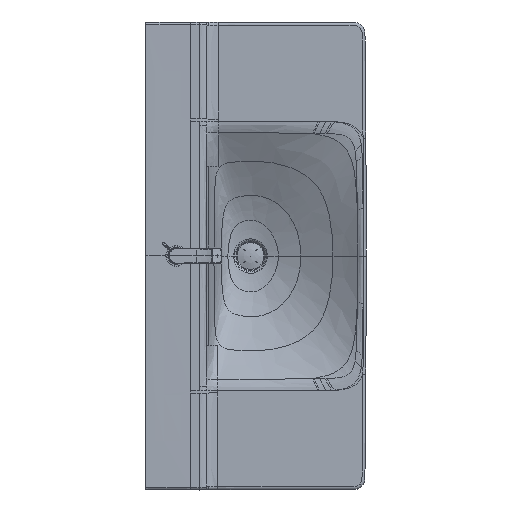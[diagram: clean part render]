
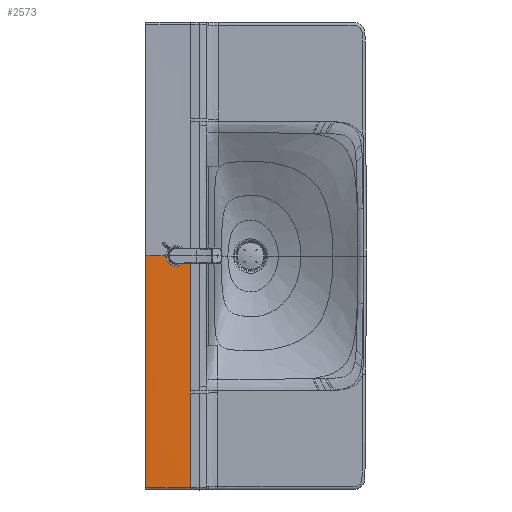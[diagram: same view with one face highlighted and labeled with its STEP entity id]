
A CAD part, top view. The second image highlights one B-rep face of the part: STEP entity #2573.
In plain terms, the highlighted free-form (B-spline) face has degree [5, 5] with [6, 6] control points.
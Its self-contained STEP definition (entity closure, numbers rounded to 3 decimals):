
#2330=CARTESIAN_POINT('',(87.651,0.,0.083));
#2331=VERTEX_POINT('',#2330);
#2356=CARTESIAN_POINT('',(48.668,0.,0.536));
#2357=VERTEX_POINT('',#2356);
#2365=CARTESIAN_POINT('',(48.668,0.,0.536));
#2366=CARTESIAN_POINT('',(48.668,-2.904,0.536));
#2367=CARTESIAN_POINT('',(49.988,-8.727,0.516));
#2368=CARTESIAN_POINT('',(55.577,-15.76,0.433));
#2369=CARTESIAN_POINT('',(63.681,-19.667,0.325));
#2370=CARTESIAN_POINT('',(72.661,-19.657,0.221));
#2371=CARTESIAN_POINT('',(80.751,-15.753,0.141));
#2372=CARTESIAN_POINT('',(86.335,-8.717,0.093));
#2373=CARTESIAN_POINT('',(87.651,-2.904,0.083));
#2374=CARTESIAN_POINT('',(87.651,0.,0.083));
#2375=B_SPLINE_CURVE_WITH_KNOTS('',3,(#2365,#2366,#2367,#2368,#2369,#2370,#2371,#2372,#2373,#2374),.UNSPECIFIED.,.F.,.U.,(4,1,1,1,1,1,1,4),(-6.099,-5.228,-4.357,-3.485,-2.614,-1.743,-0.871,0.0),.UNSPECIFIED.);
#2376=EDGE_CURVE('',#2357,#2331,#2375,.T.);
#2463=CARTESIAN_POINT('',(100.,0.002,0.));
#2464=CARTESIAN_POINT('',(100.002,-103.693,0.));
#2465=CARTESIAN_POINT('',(100.003,-207.388,0.));
#2466=CARTESIAN_POINT('',(100.005,-311.083,0.));
#2467=CARTESIAN_POINT('',(100.007,-414.778,0.));
#2468=CARTESIAN_POINT('',(100.009,-518.474,0.));
#2469=CARTESIAN_POINT('',(79.998,0.001,0.111));
#2470=CARTESIAN_POINT('',(79.999,-103.694,0.111));
#2471=CARTESIAN_POINT('',(80.001,-207.389,0.107));
#2472=CARTESIAN_POINT('',(80.003,-311.084,0.098));
#2473=CARTESIAN_POINT('',(80.004,-414.779,0.072));
#2474=CARTESIAN_POINT('',(80.005,-518.474,0.003));
#2475=CARTESIAN_POINT('',(59.996,0.001,0.318));
#2476=CARTESIAN_POINT('',(59.998,-103.694,0.318));
#2477=CARTESIAN_POINT('',(59.999,-207.389,0.296));
#2478=CARTESIAN_POINT('',(60.001,-311.084,0.252));
#2479=CARTESIAN_POINT('',(60.001,-414.779,0.169));
#2480=CARTESIAN_POINT('',(60.002,-518.474,0.011));
#2481=CARTESIAN_POINT('',(39.995,0.001,0.621));
#2482=CARTESIAN_POINT('',(39.997,-103.694,0.621));
#2483=CARTESIAN_POINT('',(39.998,-207.389,0.569));
#2484=CARTESIAN_POINT('',(39.999,-311.084,0.466));
#2485=CARTESIAN_POINT('',(39.999,-414.779,0.294));
#2486=CARTESIAN_POINT('',(39.998,-518.475,0.019));
#2487=CARTESIAN_POINT('',(19.996,0.,1.015));
#2488=CARTESIAN_POINT('',(19.998,-103.695,1.014));
#2489=CARTESIAN_POINT('',(19.998,-207.39,0.922));
#2490=CARTESIAN_POINT('',(19.998,-311.085,0.737));
#2491=CARTESIAN_POINT('',(19.997,-414.78,0.446));
#2492=CARTESIAN_POINT('',(19.995,-518.475,0.027));
#2493=CARTESIAN_POINT('',(-0.003,0.,1.5));
#2494=CARTESIAN_POINT('',(-0.001,-103.695,1.5));
#2495=CARTESIAN_POINT('',(-0.001,-207.39,1.354));
#2496=CARTESIAN_POINT('',(-0.002,-311.085,1.061));
#2497=CARTESIAN_POINT('',(-0.005,-414.78,0.623));
#2498=CARTESIAN_POINT('',(-0.009,-518.475,0.039));
#2499=B_SPLINE_SURFACE_WITH_KNOTS('',5,5,((#2463,#2469,#2475,#2481,#2487,#2493),(#2464,#2470,#2476,#2482,#2488,#2494),(#2465,#2471,#2477,#2483,#2489,#2495),(#2466,#2472,#2478,#2484,#2490,#2496),(#2467,#2473,#2479,#2485,#2491,#2497),(#2468,#2474,#2480,#2486,#2492,#2498)),.UNSPECIFIED.,.F.,.F.,.U.,(6,6),(6,6),(-0.001,518.474),(-15.634,84.379),.UNSPECIFIED.);
#2500=ORIENTED_EDGE('',*,*,#2376,.F.);
#2501=CARTESIAN_POINT('',(0.,0.,1.5));
#2502=VERTEX_POINT('',#2501);
#2503=CARTESIAN_POINT('',(0.475,0.,33.339));
#2504=DIRECTION('',(0.,1.0,0.));
#2505=DIRECTION('',(1.,0.,-0.024));
#2506=AXIS2_PLACEMENT_3D('',#2503,#2504,#2505);
#2507=ELLIPSE('',#2506,417.055,31.841);
#2508=EDGE_CURVE('',#2357,#2502,#2507,.T.);
#2509=ORIENTED_EDGE('',*,*,#2508,.T.);
#2510=CARTESIAN_POINT('',(0.,-518.475,0.039));
#2511=VERTEX_POINT('',#2510);
#2512=CARTESIAN_POINT('',(0.,0.,1.5));
#2513=CARTESIAN_POINT('',(0.,-172.825,1.5));
#2514=CARTESIAN_POINT('',(0.,-345.65,1.013));
#2515=CARTESIAN_POINT('',(0.,-518.475,0.039));
#2516=B_SPLINE_CURVE_WITH_KNOTS('',3,(#2512,#2513,#2514,#2515),.UNSPECIFIED.,.F.,.U.,(4,4),(525.288,1043.766),.UNSPECIFIED.);
#2517=EDGE_CURVE('',#2502,#2511,#2516,.T.);
#2518=ORIENTED_EDGE('',*,*,#2517,.T.);
#2519=CARTESIAN_POINT('',(100.,-518.437,0.));
#2520=VERTEX_POINT('',#2519);
#2521=CARTESIAN_POINT('',(0.,-518.475,0.039));
#2522=CARTESIAN_POINT('',(0.096,-518.475,0.039));
#2523=CARTESIAN_POINT('',(0.193,-518.475,0.039));
#2524=CARTESIAN_POINT('',(0.289,-518.475,0.039));
#2525=CARTESIAN_POINT('',(8.5,-518.471,0.034));
#2526=CARTESIAN_POINT('',(16.715,-518.466,0.029));
#2527=CARTESIAN_POINT('',(24.916,-518.462,0.026));
#2528=CARTESIAN_POINT('',(44.151,-518.454,0.017));
#2529=CARTESIAN_POINT('',(64.379,-518.446,0.01));
#2530=CARTESIAN_POINT('',(76.072,-518.442,0.006));
#2531=CARTESIAN_POINT('',(87.935,-518.439,0.002));
#2532=CARTESIAN_POINT('',(99.975,-518.437,0.));
#2533=CARTESIAN_POINT('',(99.983,-518.437,0.));
#2534=CARTESIAN_POINT('',(99.992,-518.437,0.));
#2535=CARTESIAN_POINT('',(100.,-518.437,0.));
#2536=B_SPLINE_CURVE_WITH_KNOTS('',5,(#2521,#2522,#2523,#2524,#2525,#2526,#2527,#2528,#2529,#2530,#2531,#2532,#2533,#2534,#2535),.UNSPECIFIED.,.F.,.U.,(6,3,3,3,6),(34.997,35.679,93.053,166.084,166.136),.UNSPECIFIED.);
#2537=EDGE_CURVE('',#2520,#2511,#2536,.F.);
#2538=ORIENTED_EDGE('',*,*,#2537,.F.);
#2539=CARTESIAN_POINT('',(100.,-307.45,0.));
#2540=VERTEX_POINT('',#2539);
#2541=CARTESIAN_POINT('',(100.0,-518.437,0.));
#2542=DIRECTION('',(0.0,1.0,0.0));
#2543=VECTOR('',#2542,210.987);
#2544=LINE('',#2541,#2543);
#2545=EDGE_CURVE('',#2520,#2540,#2544,.T.);
#2546=ORIENTED_EDGE('',*,*,#2545,.T.);
#2547=CARTESIAN_POINT('',(100.,-302.45,0.));
#2548=VERTEX_POINT('',#2547);
#2549=CARTESIAN_POINT('',(100.0,-302.45,0.));
#2550=CARTESIAN_POINT('',(100.,-304.117,0.));
#2551=CARTESIAN_POINT('',(100.,-305.783,0.));
#2552=CARTESIAN_POINT('',(100.0,-307.45,0.));
#2553=B_SPLINE_CURVE_WITH_KNOTS('',3,(#2549,#2550,#2551,#2552),.UNSPECIFIED.,.F.,.U.,(4,4),(0.576,7.647),.UNSPECIFIED.);
#2554=EDGE_CURVE('',#2548,#2540,#2553,.T.);
#2555=ORIENTED_EDGE('',*,*,#2554,.F.);
#2556=CARTESIAN_POINT('',(100.,0.,0.));
#2557=VERTEX_POINT('',#2556);
#2558=CARTESIAN_POINT('',(100.0,0.,0.0));
#2559=DIRECTION('',(0.0,-1.0,0.0));
#2560=VECTOR('',#2559,302.45);
#2561=LINE('',#2558,#2560);
#2562=EDGE_CURVE('',#2548,#2557,#2561,.F.);
#2563=ORIENTED_EDGE('',*,*,#2562,.T.);
#2564=CARTESIAN_POINT('',(128.931,0.,5214.246));
#2565=DIRECTION('',(0.,1.0,0.));
#2566=DIRECTION('',(-0.008,0.,-1.));
#2567=AXIS2_PLACEMENT_3D('',#2564,#2565,#2566);
#2568=CIRCLE('',#2567,5214.326);
#2569=EDGE_CURVE('',#2557,#2331,#2568,.T.);
#2570=ORIENTED_EDGE('',*,*,#2569,.T.);
#2571=EDGE_LOOP('',(#2500,#2509,#2518,#2538,#2546,#2555,#2563,#2570));
#2572=FACE_OUTER_BOUND('',#2571,.T.);
#2573=ADVANCED_FACE('',(#2572),#2499,.F.);
